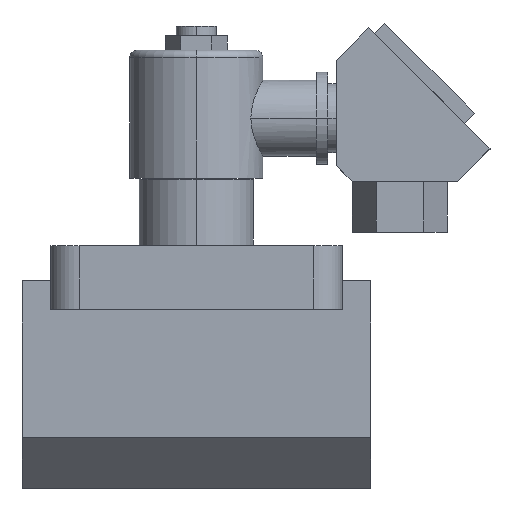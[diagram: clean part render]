
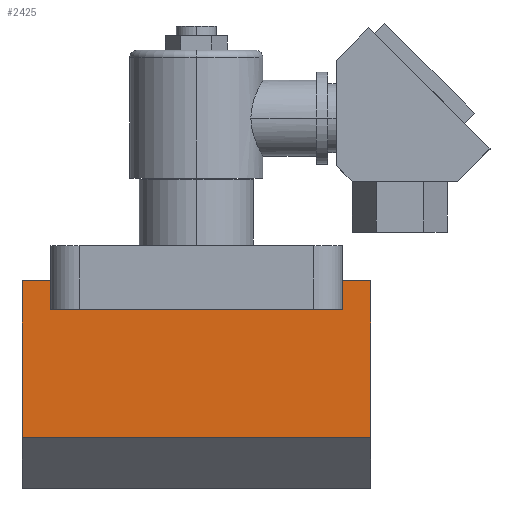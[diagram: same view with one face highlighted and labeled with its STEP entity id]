
A CAD part, top view. The second image highlights one B-rep face of the part: STEP entity #2425.
In plain terms, the highlighted planar face has unit normal (0, 0, 1).
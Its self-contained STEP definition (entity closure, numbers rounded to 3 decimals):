
#31 = EDGE_CURVE ( 'NONE', #174, #1139, #1352, .T. ) ;
#58 = ORIENTED_EDGE ( 'NONE', *, *, #1922, .F. ) ;
#61 = CARTESIAN_POINT ( 'NONE',  ( 46., -33.8, 27.5 ) ) ;
#170 = CARTESIAN_POINT ( 'NONE',  ( -55., -24.8, 27.5 ) ) ;
#173 = LINE ( 'NONE', #347, #1741 ) ;
#174 = VERTEX_POINT ( 'NONE', #2751 ) ;
#187 = DIRECTION ( 'NONE',  ( 0., 1., 0. ) ) ;
#257 = EDGE_CURVE ( 'NONE', #1377, #2229, #1515, .T. ) ;
#262 = CARTESIAN_POINT ( 'NONE',  ( -55., -74.3, 27.5 ) ) ;
#272 = VECTOR ( 'NONE', #1461, 1000. ) ;
#282 = ORIENTED_EDGE ( 'NONE', *, *, #2670, .T. ) ;
#347 = CARTESIAN_POINT ( 'NONE',  ( 55., -24.8, 27.5 ) ) ;
#381 = EDGE_CURVE ( 'NONE', #2229, #174, #925, .T. ) ;
#401 = VECTOR ( 'NONE', #691, 1000. ) ;
#415 = DIRECTION ( 'NONE',  ( 0., -1., 0. ) ) ;
#467 = VERTEX_POINT ( 'NONE', #170 ) ;
#518 = LINE ( 'NONE', #1324, #401 ) ;
#556 = VECTOR ( 'NONE', #642, 1000. ) ;
#623 = ORIENTED_EDGE ( 'NONE', *, *, #31, .F. ) ;
#642 = DIRECTION ( 'NONE',  ( -1., 0., 0. ) ) ;
#665 = DIRECTION ( 'NONE',  ( 0., 0., -1. ) ) ;
#691 = DIRECTION ( 'NONE',  ( -1., 0., 0. ) ) ;
#693 = ORIENTED_EDGE ( 'NONE', *, *, #381, .F. ) ;
#708 = EDGE_CURVE ( 'NONE', #1377, #467, #518, .T. ) ;
#758 = CARTESIAN_POINT ( 'NONE',  ( -46., -33.8, 27.5 ) ) ;
#864 = ORIENTED_EDGE ( 'NONE', *, *, #708, .T. ) ;
#900 = EDGE_CURVE ( 'NONE', #2340, #2399, #1599, .T. ) ;
#925 = LINE ( 'NONE', #61, #2277 ) ;
#982 = ORIENTED_EDGE ( 'NONE', *, *, #900, .F. ) ;
#997 = AXIS2_PLACEMENT_3D ( 'NONE', #2339, #665, #187 ) ;
#1027 = VECTOR ( 'NONE', #415, 1000. ) ;
#1032 = CARTESIAN_POINT ( 'NONE',  ( -55., -24.8, 27.5 ) ) ;
#1127 = CARTESIAN_POINT ( 'NONE',  ( 46., -24.8, 27.5 ) ) ;
#1139 = VERTEX_POINT ( 'NONE', #1127 ) ;
#1145 = ORIENTED_EDGE ( 'NONE', *, *, #257, .F. ) ;
#1284 = CARTESIAN_POINT ( 'NONE',  ( 55., -24.8, 27.5 ) ) ;
#1324 = CARTESIAN_POINT ( 'NONE',  ( 55., -24.8, 27.5 ) ) ;
#1352 = LINE ( 'NONE', #2208, #1466 ) ;
#1377 = VERTEX_POINT ( 'NONE', #2394 ) ;
#1429 = VECTOR ( 'NONE', #2056, 1000. ) ;
#1437 = DIRECTION ( 'NONE',  ( 0., -1., 0. ) ) ;
#1461 = DIRECTION ( 'NONE',  ( 0., -1., 0. ) ) ;
#1465 = CARTESIAN_POINT ( 'NONE',  ( 55., -74.3, 27.5 ) ) ;
#1466 = VECTOR ( 'NONE', #1592, 1000. ) ;
#1515 = LINE ( 'NONE', #2375, #1027 ) ;
#1538 = LINE ( 'NONE', #2175, #556 ) ;
#1592 = DIRECTION ( 'NONE',  ( 0., 1., 0. ) ) ;
#1599 = LINE ( 'NONE', #2686, #1429 ) ;
#1741 = VECTOR ( 'NONE', #1437, 1000. ) ;
#1754 = PLANE ( 'NONE',  #997 ) ;
#1767 = EDGE_LOOP ( 'NONE', ( #1145, #864, #282, #982, #58, #2410, #623, #693 ) ) ;
#1922 = EDGE_CURVE ( 'NONE', #2072, #2340, #173, .T. ) ;
#2056 = DIRECTION ( 'NONE',  ( -1., 0., 0. ) ) ;
#2072 = VERTEX_POINT ( 'NONE', #1284 ) ;
#2175 = CARTESIAN_POINT ( 'NONE',  ( 55., -24.8, 27.5 ) ) ;
#2208 = CARTESIAN_POINT ( 'NONE',  ( 46., -33.8, 27.5 ) ) ;
#2229 = VERTEX_POINT ( 'NONE', #758 ) ;
#2277 = VECTOR ( 'NONE', #2623, 1000. ) ;
#2339 = CARTESIAN_POINT ( 'NONE',  ( 55., -24.8, 27.5 ) ) ;
#2340 = VERTEX_POINT ( 'NONE', #1465 ) ;
#2363 = FACE_OUTER_BOUND ( 'NONE', #1767, .T. ) ;
#2375 = CARTESIAN_POINT ( 'NONE',  ( -46., -33.8, 27.5 ) ) ;
#2390 = EDGE_CURVE ( 'NONE', #2072, #1139, #1538, .T. ) ;
#2394 = CARTESIAN_POINT ( 'NONE',  ( -46., -24.8, 27.5 ) ) ;
#2399 = VERTEX_POINT ( 'NONE', #262 ) ;
#2410 = ORIENTED_EDGE ( 'NONE', *, *, #2390, .T. ) ;
#2425 = ADVANCED_FACE ( 'NONE', ( #2363 ), #1754, .F. ) ;
#2489 = LINE ( 'NONE', #1032, #272 ) ;
#2623 = DIRECTION ( 'NONE',  ( 1., 0., 0. ) ) ;
#2670 = EDGE_CURVE ( 'NONE', #467, #2399, #2489, .T. ) ;
#2686 = CARTESIAN_POINT ( 'NONE',  ( 55., -74.3, 27.5 ) ) ;
#2751 = CARTESIAN_POINT ( 'NONE',  ( 46., -33.8, 27.5 ) ) ;
